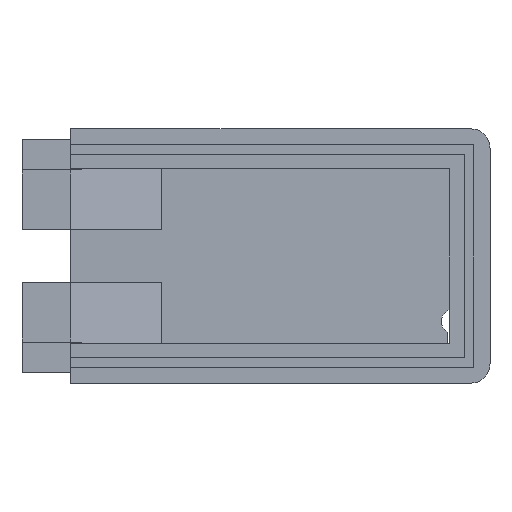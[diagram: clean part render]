
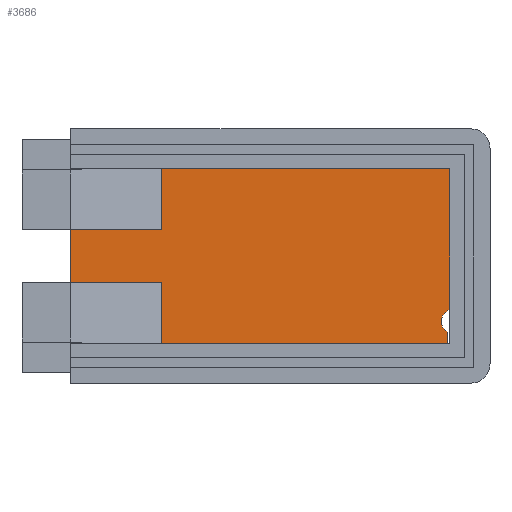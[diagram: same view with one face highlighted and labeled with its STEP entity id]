
A CAD part, front view. The second image highlights one B-rep face of the part: STEP entity #3686.
In plain terms, the highlighted planar face has unit normal (0, -1, 0).
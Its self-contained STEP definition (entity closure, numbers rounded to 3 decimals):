
#55=FACE_BOUND('',#483,.T.);
#83=CIRCLE('',#3906,5.);
#84=CIRCLE('',#3909,2.5);
#255=FACE_OUTER_BOUND('',#482,.T.);
#482=EDGE_LOOP('',(#3137,#3138,#3139,#3140,#3141,#3142,#3143,#3144));
#483=EDGE_LOOP('',(#3145,#3146,#3147,#3148));
#899=LINE('',#5692,#1382);
#903=LINE('',#5701,#1386);
#920=LINE('',#5740,#1403);
#925=LINE('',#5748,#1408);
#927=LINE('',#5753,#1410);
#928=LINE('',#5755,#1411);
#929=LINE('',#5757,#1412);
#930=LINE('',#5759,#1413);
#931=LINE('',#5761,#1414);
#932=LINE('',#5762,#1415);
#1382=VECTOR('',#4681,10.);
#1386=VECTOR('',#4691,10.);
#1403=VECTOR('',#4724,10.);
#1408=VECTOR('',#4731,10.);
#1410=VECTOR('',#4737,10.);
#1411=VECTOR('',#4738,10.);
#1412=VECTOR('',#4739,10.);
#1413=VECTOR('',#4740,10.);
#1414=VECTOR('',#4741,10.);
#1415=VECTOR('',#4742,10.);
#1752=VERTEX_POINT('',#5689);
#1753=VERTEX_POINT('',#5691);
#1754=VERTEX_POINT('',#5695);
#1755=VERTEX_POINT('',#5699);
#1768=VERTEX_POINT('',#5738);
#1769=VERTEX_POINT('',#5739);
#1771=VERTEX_POINT('',#5746);
#1772=VERTEX_POINT('',#5752);
#1773=VERTEX_POINT('',#5754);
#1774=VERTEX_POINT('',#5756);
#1775=VERTEX_POINT('',#5758);
#1776=VERTEX_POINT('',#5760);
#2217=EDGE_CURVE('',#1753,#1752,#899,.T.);
#2220=EDGE_CURVE('',#1752,#1754,#83,.T.);
#2222=EDGE_CURVE('',#1754,#1755,#903,.T.);
#2223=EDGE_CURVE('',#1755,#1753,#84,.T.);
#2240=EDGE_CURVE('',#1768,#1769,#920,.T.);
#2245=EDGE_CURVE('',#1769,#1771,#925,.T.);
#2247=EDGE_CURVE('',#1772,#1771,#927,.T.);
#2248=EDGE_CURVE('',#1772,#1773,#928,.T.);
#2249=EDGE_CURVE('',#1773,#1774,#929,.T.);
#2250=EDGE_CURVE('',#1774,#1775,#930,.T.);
#2251=EDGE_CURVE('',#1775,#1776,#931,.T.);
#2252=EDGE_CURVE('',#1768,#1776,#932,.T.);
#3137=ORIENTED_EDGE('',*,*,#2240,.T.);
#3138=ORIENTED_EDGE('',*,*,#2245,.T.);
#3139=ORIENTED_EDGE('',*,*,#2247,.F.);
#3140=ORIENTED_EDGE('',*,*,#2248,.T.);
#3141=ORIENTED_EDGE('',*,*,#2249,.T.);
#3142=ORIENTED_EDGE('',*,*,#2250,.T.);
#3143=ORIENTED_EDGE('',*,*,#2251,.T.);
#3144=ORIENTED_EDGE('',*,*,#2252,.F.);
#3145=ORIENTED_EDGE('',*,*,#2217,.T.);
#3146=ORIENTED_EDGE('',*,*,#2220,.T.);
#3147=ORIENTED_EDGE('',*,*,#2222,.T.);
#3148=ORIENTED_EDGE('',*,*,#2223,.T.);
#3488=PLANE('',#3918);
#3686=ADVANCED_FACE('',(#255,#55),#3488,.F.);
#3906=AXIS2_PLACEMENT_3D('',#5697,#4686,#4687);
#3909=AXIS2_PLACEMENT_3D('',#5703,#4694,#4695);
#3918=AXIS2_PLACEMENT_3D('',#5751,#4735,#4736);
#4681=DIRECTION('',(0.,0.,1.));
#4686=DIRECTION('center_axis',(0.,1.,0.));
#4687=DIRECTION('ref_axis',(-0.5,0.,-0.866));
#4691=DIRECTION('',(0.,0.,-1.));
#4694=DIRECTION('center_axis',(0.,1.,0.));
#4695=DIRECTION('ref_axis',(1.,0.,0.));
#4724=DIRECTION('',(0.,0.,-1.));
#4731=DIRECTION('',(-1.,0.,0.));
#4735=DIRECTION('center_axis',(0.,1.,0.));
#4736=DIRECTION('ref_axis',(0.,0.,1.));
#4737=DIRECTION('',(0.,0.,1.));
#4738=DIRECTION('',(1.,0.,0.));
#4739=DIRECTION('',(0.,0.,-1.));
#4740=DIRECTION('',(1.,0.,0.));
#4741=DIRECTION('',(0.,0.,1.));
#4742=DIRECTION('',(1.,0.,0.));
#5689=CARTESIAN_POINT('',(154.75,25.5,21.));
#5691=CARTESIAN_POINT('',(154.75,25.5,15.));
#5692=CARTESIAN_POINT('',(154.75,25.5,12.75));
#5695=CARTESIAN_POINT('',(159.75,25.5,21.));
#5697=CARTESIAN_POINT('Origin',(157.25,25.5,25.33));
#5699=CARTESIAN_POINT('',(159.75,25.5,15.));
#5701=CARTESIAN_POINT('',(159.75,25.5,9.75));
#5703=CARTESIAN_POINT('Origin',(157.25,25.5,15.));
#5738=CARTESIAN_POINT('',(37.415,25.5,100.));
#5739=CARTESIAN_POINT('',(37.415,25.5,63.));
#5740=CARTESIAN_POINT('',(37.415,25.5,33.75));
#5746=CARTESIAN_POINT('',(0.,25.5,63.));
#5748=CARTESIAN_POINT('',(-10.,25.5,63.));
#5751=CARTESIAN_POINT('Origin',(0.,25.5,4.5));
#5752=CARTESIAN_POINT('',(0.,25.5,41.5));
#5753=CARTESIAN_POINT('',(0.,25.5,28.375));
#5754=CARTESIAN_POINT('',(37.415,25.5,41.5));
#5755=CARTESIAN_POINT('',(0.,25.5,41.5));
#5756=CARTESIAN_POINT('',(37.415,25.5,4.5));
#5757=CARTESIAN_POINT('',(37.415,25.5,10.7));
#5758=CARTESIAN_POINT('',(169.25,25.5,4.5));
#5759=CARTESIAN_POINT('',(0.,25.5,4.5));
#5760=CARTESIAN_POINT('',(169.25,25.5,100.));
#5761=CARTESIAN_POINT('',(169.25,25.5,100.));
#5762=CARTESIAN_POINT('',(0.,25.5,100.));
